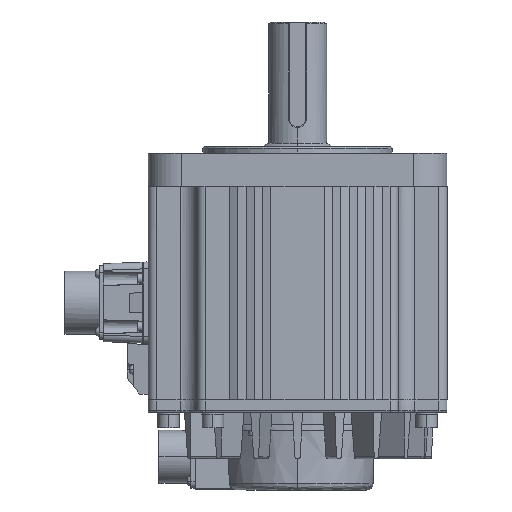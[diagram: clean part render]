
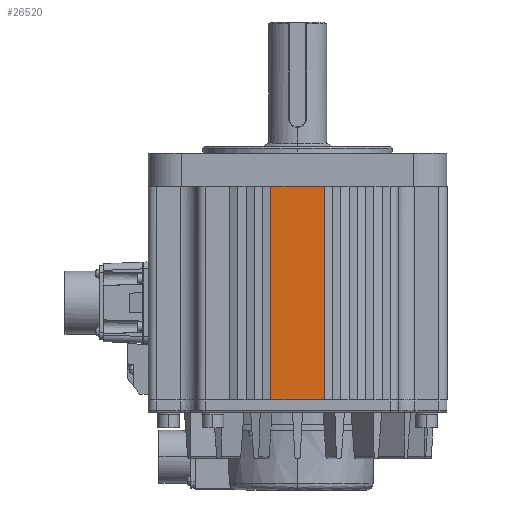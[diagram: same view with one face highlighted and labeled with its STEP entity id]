
A CAD part, left-side view. The second image highlights one B-rep face of the part: STEP entity #26520.
In plain terms, the highlighted planar face has unit normal (-1, 0, 0).
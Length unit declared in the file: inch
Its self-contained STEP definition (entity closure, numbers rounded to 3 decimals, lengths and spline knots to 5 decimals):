
#511 = B_SPLINE_CURVE_WITH_KNOTS ( 'NONE', 3,
 ( #20608, #7090, #16003, #27788 ),
 .UNSPECIFIED., .F., .F.,
 ( 4, 4 ),
 ( 0., 1. ),
 .UNSPECIFIED. ) ;
#566 = CARTESIAN_POINT ( 'NONE',  ( -3.54331, 0.62992, 2.47244 ) ) ;
#750 = ORIENTED_EDGE ( 'NONE', *, *, #27058, .T. ) ;
#895 = FACE_OUTER_BOUND ( 'NONE', #18888, .T. ) ;
#929 = CARTESIAN_POINT ( 'NONE',  ( -3.54331, 0., 2.47244 ) ) ;
#1385 = DIRECTION ( 'NONE',  ( 0., 0., -1. ) ) ;
#2703 = EDGE_CURVE ( 'NONE', #12169, #14804, #29494, .T. ) ;
#3385 = DIRECTION ( 'NONE',  ( 0., 0., 1. ) ) ;
#5280 = VECTOR ( 'NONE', #7046, 39.37008 ) ;
#6464 = CARTESIAN_POINT ( 'NONE',  ( -3.54331, 0.62992, -2.59055 ) ) ;
#6534 = ORIENTED_EDGE ( 'NONE', *, *, #23875, .T. ) ;
#7046 = DIRECTION ( 'NONE',  ( 0., 0., -1. ) ) ;
#7090 = CARTESIAN_POINT ( 'NONE',  ( -3.54331, 0.20997, -2.59055 ) ) ;
#8294 = CARTESIAN_POINT ( 'NONE',  ( -3.54331, -0.62992, -2.59055 ) ) ;
#9173 = VECTOR ( 'NONE', #12504, 39.37008 ) ;
#10518 = AXIS2_PLACEMENT_3D ( 'NONE', #13049, #19981, #1385 ) ;
#12169 = VERTEX_POINT ( 'NONE', #566 ) ;
#12504 = DIRECTION ( 'NONE',  ( 0., -1., 0. ) ) ;
#13049 = CARTESIAN_POINT ( 'NONE',  ( -3.54331, 0., -0.05906 ) ) ;
#13530 = VERTEX_POINT ( 'NONE', #6464 ) ;
#14804 = VERTEX_POINT ( 'NONE', #15462 ) ;
#15462 = CARTESIAN_POINT ( 'NONE',  ( -3.54331, -0.62992, 2.47244 ) ) ;
#15485 = ORIENTED_EDGE ( 'NONE', *, *, #2703, .F. ) ;
#15545 = EDGE_CURVE ( 'NONE', #13530, #26451, #511, .T. ) ;
#15889 = LINE ( 'NONE', #28103, #18391 ) ;
#16003 = CARTESIAN_POINT ( 'NONE',  ( -3.54331, -0.20997, -2.59056 ) ) ;
#18391 = VECTOR ( 'NONE', #3385, 39.37008 ) ;
#18650 = CARTESIAN_POINT ( 'NONE',  ( -3.54331, 0.62992, -0.05906 ) ) ;
#18888 = EDGE_LOOP ( 'NONE', ( #750, #22483, #6534, #15485 ) ) ;
#19981 = DIRECTION ( 'NONE',  ( -1., 0., 0. ) ) ;
#20608 = CARTESIAN_POINT ( 'NONE',  ( -3.54331, 0.62992, -2.59055 ) ) ;
#22483 = ORIENTED_EDGE ( 'NONE', *, *, #15545, .T. ) ;
#23875 = EDGE_CURVE ( 'NONE', #26451, #14804, #15889, .T. ) ;
#25603 = LINE ( 'NONE', #18650, #5280 ) ;
#26396 = PLANE ( 'NONE',  #10518 ) ;
#26451 = VERTEX_POINT ( 'NONE', #8294 ) ;
#26520 = ADVANCED_FACE ( 'NONE', ( #895 ), #26396, .T. ) ;
#27058 = EDGE_CURVE ( 'NONE', #12169, #13530, #25603, .T. ) ;
#27788 = CARTESIAN_POINT ( 'NONE',  ( -3.54331, -0.62992, -2.59055 ) ) ;
#28103 = CARTESIAN_POINT ( 'NONE',  ( -3.54331, -0.62992, -0.05906 ) ) ;
#29494 = LINE ( 'NONE', #929, #9173 ) ;
